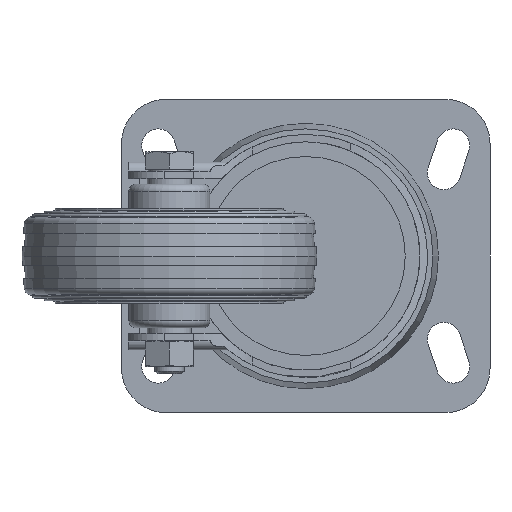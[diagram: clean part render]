
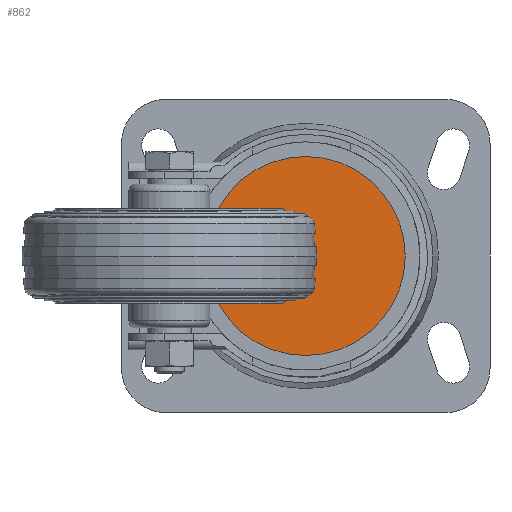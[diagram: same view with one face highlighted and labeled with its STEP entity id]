
A CAD part, front view. The second image highlights one B-rep face of the part: STEP entity #862.
In plain terms, the highlighted planar face has unit normal (0, -1, 0).
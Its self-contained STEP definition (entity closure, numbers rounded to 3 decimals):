
#862 = ADVANCED_FACE( '', ( #1813 ), #1814, .F. );
#1813 = FACE_OUTER_BOUND( '', #2853, .T. );
#1814 = PLANE( '', #2854 );
#2853 = EDGE_LOOP( '', ( #4899 ) );
#2854 = AXIS2_PLACEMENT_3D( '', #4900, #4901, #4902 );
#4899 = ORIENTED_EDGE( '', *, *, #6249, .F. );
#4900 = CARTESIAN_POINT( '', ( 37., 48.5, 0. ) );
#4901 = DIRECTION( '', ( 0., 1., 0. ) );
#4902 = DIRECTION( '', ( 0., 0., 1. ) );
#6249 = EDGE_CURVE( '', #7569, #7569, #7570, .T. );
#7569 = VERTEX_POINT( '', #9588 );
#7570 = CIRCLE( '', #9589, 27. );
#9588 = CARTESIAN_POINT( '', ( 37., 48.5, 27. ) );
#9589 = AXIS2_PLACEMENT_3D( '', #10832, #10833, #10834 );
#10832 = CARTESIAN_POINT( '', ( 37., 48.5, 0. ) );
#10833 = DIRECTION( '', ( 0., 1., 0. ) );
#10834 = DIRECTION( '', ( 0., 0., 1. ) );
